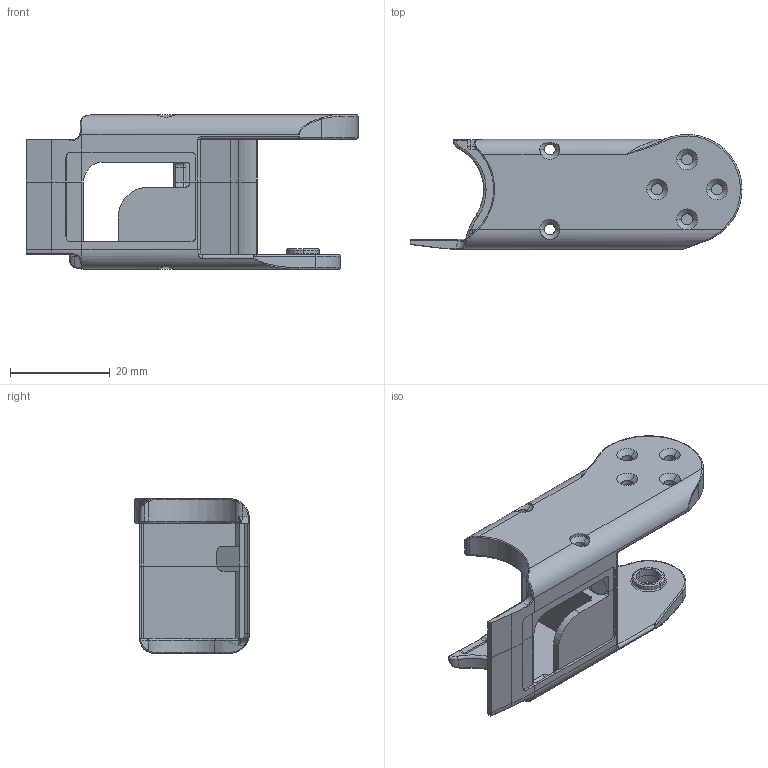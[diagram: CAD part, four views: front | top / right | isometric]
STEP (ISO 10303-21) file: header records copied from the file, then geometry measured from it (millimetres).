
FILE_DESCRIPTION (( 'STEP AP203' ), '1' );
FILE_NAME ('EN02-MIDDLE_PHALANX_M.STEP', '2025-06-02T20:47:15', ( '' ), ( '' ), 'SwSTEP 2.0', 'SolidWorks 2024', '' );
FILE_SCHEMA (( 'CONFIG_CONTROL_DESIGN' ));
Length unit declared in the file: millimetre
Products named in the file (1): EN02-MIDDLE_PHALANX_M
Bounding box: 66.5 x 23 x 31 mm (x, y, z)
Volume: 10706.2 mm3; surface area: 9036.7 mm2
Topology: 2 solids, 2 shells, 379 faces, 947 edges, 554 vertices
Faces by surface type: cylinder 149, plane 75, torus 61, bspline 58, cone 21, sphere 15
Entity records: 13506 total; most frequent: CARTESIAN_POINT 4781, ORIENTED_EDGE 1854, DIRECTION 1826, EDGE_CURVE 927, AXIS2_PLACEMENT_3D 745, VERTEX_POINT 553, CIRCLE 423, EDGE_LOOP 398
